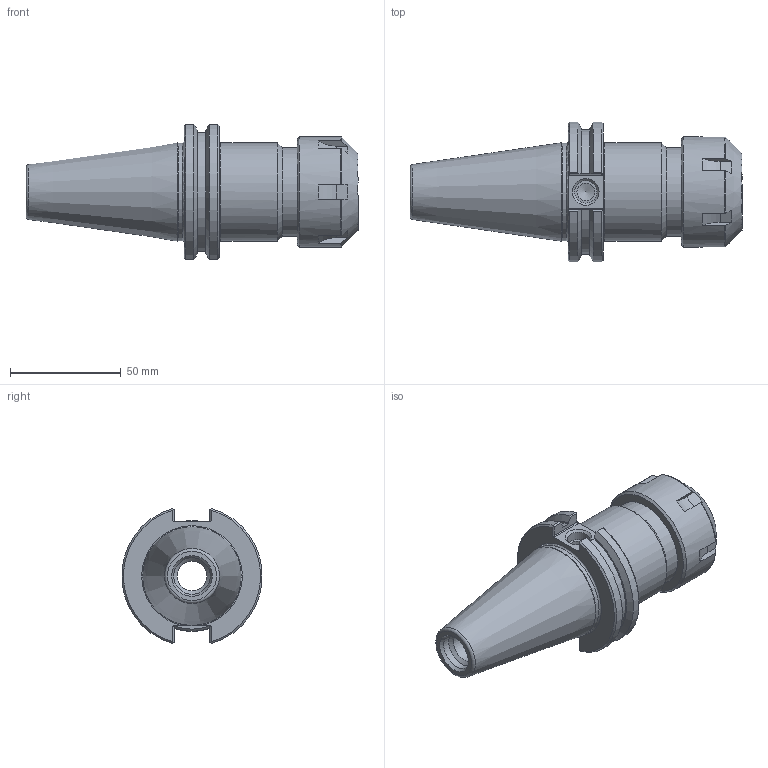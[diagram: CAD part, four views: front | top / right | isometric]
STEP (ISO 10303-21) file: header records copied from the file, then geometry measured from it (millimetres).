
FILE_DESCRIPTION((''),'2;1');
FILE_NAME('C40-32ER322CN.stp','2014-07-25T15:09:35',('kaykin'),(''),'Autodesk Inventor 2012','Autodesk Inventor 2012','');
FILE_SCHEMA(('AUTOMOTIVE_DESIGN { 1 0 10303 214 1 1 1 1 }'));
Length unit declared in the file: inch
Products named in the file (3): C40-32ER322CN; C40-32ER3-1; 32ERCN
Assembly tree (2 placements, depth 2):
  C40-32ER322CN
    C40-32ER3-1
    32ERCN
Bounding box: 150.05 x 63.26 x 61.05 mm (x, y, z)
Volume: 153171.4 mm3; surface area: 39637.7 mm2
Topology: 2 solids, 2 shells, 127 faces, 338 edges, 218 vertices
Faces by surface type: plane 54, cylinder 39, cone 25, torus 9
Full cylindrical faces by diameter (mm): 8.001 x1, 10.135 x1, 13.386 x1, 16.459 x1, 18.923 x1, 23.495 x1, 27 x1, 33 x1, 38.65 x1, 40 x1, 41 x1, 43.942 x1, 44.45 x1, 50 x1
Entity records: 3922 total; most frequent: CARTESIAN_POINT 880, ORIENTED_EDGE 588, DIRECTION 586, EDGE_CURVE 294, AXIS2_PLACEMENT_3D 236, VERTEX_POINT 208, EDGE_LOOP 168, FACE_OUTER_BOUND 127
